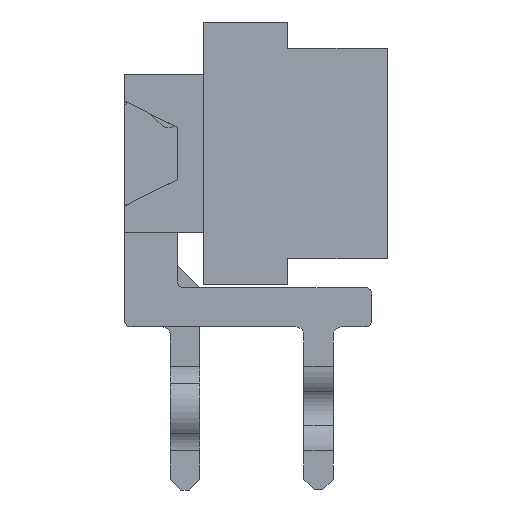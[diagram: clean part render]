
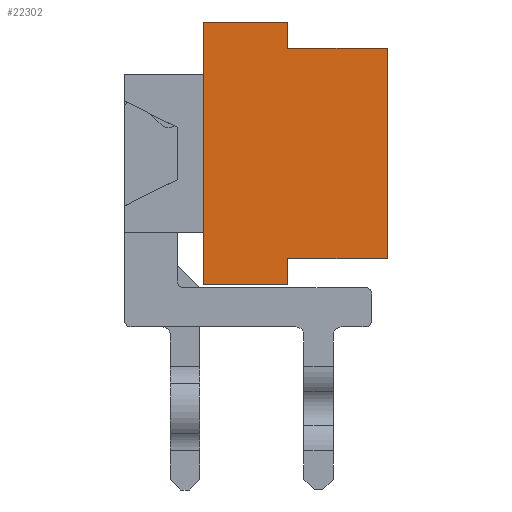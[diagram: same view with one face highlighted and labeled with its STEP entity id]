
A CAD part, front view. The second image highlights one B-rep face of the part: STEP entity #22302.
In plain terms, the highlighted face is planar.
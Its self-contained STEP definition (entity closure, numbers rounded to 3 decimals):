
#409=PLANE('',#24209);
#2247=LINE('',#35031,#4903);
#2248=LINE('',#35034,#4904);
#2249=LINE('',#35036,#4905);
#2250=LINE('',#35038,#4906);
#2251=LINE('',#35040,#4907);
#2252=LINE('',#35042,#4908);
#2253=LINE('',#35044,#4909);
#2254=LINE('',#35046,#4910);
#4903=VECTOR('',#28754,1000.);
#4904=VECTOR('',#28755,1000.);
#4905=VECTOR('',#28756,1000.);
#4906=VECTOR('',#28757,1000.);
#4907=VECTOR('',#28758,1000.);
#4908=VECTOR('',#28759,1000.);
#4909=VECTOR('',#28760,1000.);
#4910=VECTOR('',#28761,1000.);
#10229=ORIENTED_EDGE('',*,*,#14811,.T.);
#10230=ORIENTED_EDGE('',*,*,#14812,.F.);
#10231=ORIENTED_EDGE('',*,*,#14813,.F.);
#10232=ORIENTED_EDGE('',*,*,#14814,.F.);
#10233=ORIENTED_EDGE('',*,*,#14815,.F.);
#10234=ORIENTED_EDGE('',*,*,#14816,.T.);
#10235=ORIENTED_EDGE('',*,*,#14817,.F.);
#10236=ORIENTED_EDGE('',*,*,#14818,.T.);
#14811=EDGE_CURVE('',#17441,#17442,#2247,.T.);
#14812=EDGE_CURVE('',#17443,#17442,#2248,.T.);
#14813=EDGE_CURVE('',#17444,#17443,#2249,.T.);
#14814=EDGE_CURVE('',#17445,#17444,#2250,.T.);
#14815=EDGE_CURVE('',#17446,#17445,#2251,.T.);
#14816=EDGE_CURVE('',#17446,#17447,#2252,.T.);
#14817=EDGE_CURVE('',#17448,#17447,#2253,.T.);
#14818=EDGE_CURVE('',#17448,#17441,#2254,.T.);
#17441=VERTEX_POINT('',#35032);
#17442=VERTEX_POINT('',#35033);
#17443=VERTEX_POINT('',#35035);
#17444=VERTEX_POINT('',#35037);
#17445=VERTEX_POINT('',#35039);
#17446=VERTEX_POINT('',#35041);
#17447=VERTEX_POINT('',#35043);
#17448=VERTEX_POINT('',#35045);
#19608=EDGE_LOOP('',(#10229,#10230,#10231,#10232,#10233,#10234,#10235,#10236));
#20792=FACE_BOUND('',#19608,.T.);
#22302=ADVANCED_FACE('',(#20792),#409,.F.);
#24209=AXIS2_PLACEMENT_3D('',#35030,#28752,#28753);
#28752=DIRECTION('',(-1.,0.,0.));
#28753=DIRECTION('',(0.,0.,1.));
#28754=DIRECTION('',(0.,1.,0.));
#28755=DIRECTION('',(0.,0.,-1.));
#28756=DIRECTION('',(0.,1.,0.));
#28757=DIRECTION('',(0.,0.,-1.));
#28758=DIRECTION('',(0.,1.,0.));
#28759=DIRECTION('',(0.,0.,-1.));
#28760=DIRECTION('',(0.,1.,0.));
#28761=DIRECTION('',(0.,0.,-1.));
#35030=CARTESIAN_POINT('',(9.92,-2.5,1.6));
#35031=CARTESIAN_POINT('',(9.92,-2.5,0.));
#35032=CARTESIAN_POINT('',(9.92,-2.5,0.));
#35033=CARTESIAN_POINT('',(9.92,2.5,0.));
#35034=CARTESIAN_POINT('',(9.92,2.5,1.6));
#35035=CARTESIAN_POINT('',(9.92,2.5,1.6));
#35036=CARTESIAN_POINT('',(9.92,-2.5,1.6));
#35037=CARTESIAN_POINT('',(9.92,2.,1.6));
#35038=CARTESIAN_POINT('',(9.92,2.,3.5));
#35039=CARTESIAN_POINT('',(9.92,2.,3.5));
#35040=CARTESIAN_POINT('',(9.92,-2.,3.5));
#35041=CARTESIAN_POINT('',(9.92,-2.,3.5));
#35042=CARTESIAN_POINT('',(9.92,-2.,3.5));
#35043=CARTESIAN_POINT('',(9.92,-2.,1.6));
#35044=CARTESIAN_POINT('',(9.92,-2.5,1.6));
#35045=CARTESIAN_POINT('',(9.92,-2.5,1.6));
#35046=CARTESIAN_POINT('',(9.92,-2.5,1.6));
